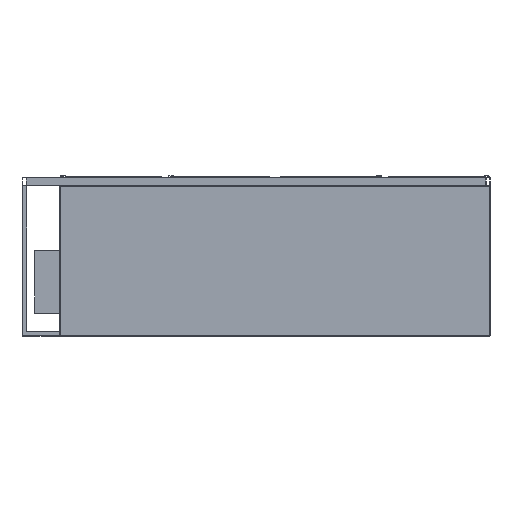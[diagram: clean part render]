
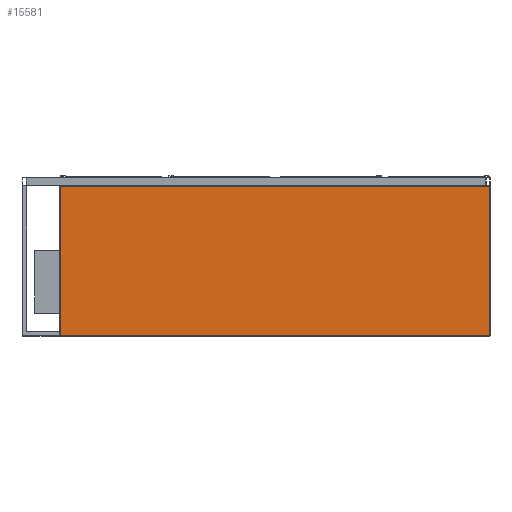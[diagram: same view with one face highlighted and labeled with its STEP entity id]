
A CAD part, front view. The second image highlights one B-rep face of the part: STEP entity #15581.
In plain terms, the highlighted planar face has unit normal (0, -1, 0).
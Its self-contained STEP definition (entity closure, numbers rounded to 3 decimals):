
#346 = FACE_OUTER_BOUND ( 'NONE', #12077, .T. ) ;
#472 = DIRECTION ( 'NONE',  ( 1., 0., 0. ) ) ;
#717 = DIRECTION ( 'NONE',  ( -1., 0., 0. ) ) ;
#2312 = LINE ( 'NONE', #15020, #15841 ) ;
#2327 = VERTEX_POINT ( 'NONE', #12064 ) ;
#3202 = CARTESIAN_POINT ( 'NONE',  ( 1028., -255., -42. ) ) ;
#3288 = LINE ( 'NONE', #5947, #6687 ) ;
#4490 = ORIENTED_EDGE ( 'NONE', *, *, #20022, .T. ) ;
#4646 = ORIENTED_EDGE ( 'NONE', *, *, #11009, .T. ) ;
#5354 = CARTESIAN_POINT ( 'NONE',  ( -1030., -255., -758. ) ) ;
#5947 = CARTESIAN_POINT ( 'NONE',  ( -1028., -255., -760. ) ) ;
#6687 = VECTOR ( 'NONE', #9514, 1000. ) ;
#6731 = EDGE_CURVE ( 'NONE', #14565, #10149, #17927, .T. ) ;
#6985 = VERTEX_POINT ( 'NONE', #3202 ) ;
#8560 = VECTOR ( 'NONE', #717, 1000. ) ;
#9095 = CARTESIAN_POINT ( 'NONE',  ( -1028., -255., -758. ) ) ;
#9514 = DIRECTION ( 'NONE',  ( 0., 0., -1. ) ) ;
#10149 = VERTEX_POINT ( 'NONE', #14690 ) ;
#11009 = EDGE_CURVE ( 'NONE', #10149, #6985, #2312, .T. ) ;
#11349 = PLANE ( 'NONE',  #11472 ) ;
#11453 = ORIENTED_EDGE ( 'NONE', *, *, #16108, .T. ) ;
#11472 = AXIS2_PLACEMENT_3D ( 'NONE', #14482, #13042, #14377 ) ;
#11776 = DIRECTION ( 'NONE',  ( 0., 0., 1. ) ) ;
#12064 = CARTESIAN_POINT ( 'NONE',  ( -1028., -255., -42. ) ) ;
#12077 = EDGE_LOOP ( 'NONE', ( #11453, #4490, #15052, #4646 ) ) ;
#13042 = DIRECTION ( 'NONE',  ( 0., -1., 0. ) ) ;
#14377 = DIRECTION ( 'NONE',  ( 0., 0., -1. ) ) ;
#14482 = CARTESIAN_POINT ( 'NONE',  ( -1030., -255., -760. ) ) ;
#14565 = VERTEX_POINT ( 'NONE', #9095 ) ;
#14651 = LINE ( 'NONE', #17978, #8560 ) ;
#14690 = CARTESIAN_POINT ( 'NONE',  ( 1028., -255., -758. ) ) ;
#15020 = CARTESIAN_POINT ( 'NONE',  ( 1028., -255., -760. ) ) ;
#15052 = ORIENTED_EDGE ( 'NONE', *, *, #6731, .T. ) ;
#15581 = ADVANCED_FACE ( 'Fl�che8', ( #346 ), #11349, .T. ) ;
#15841 = VECTOR ( 'NONE', #11776, 1000. ) ;
#16108 = EDGE_CURVE ( 'NONE', #6985, #2327, #14651, .T. ) ;
#16137 = VECTOR ( 'NONE', #472, 1000. ) ;
#17927 = LINE ( 'NONE', #5354, #16137 ) ;
#17978 = CARTESIAN_POINT ( 'NONE',  ( -1030., -255., -42. ) ) ;
#20022 = EDGE_CURVE ( 'NONE', #2327, #14565, #3288, .T. ) ;
